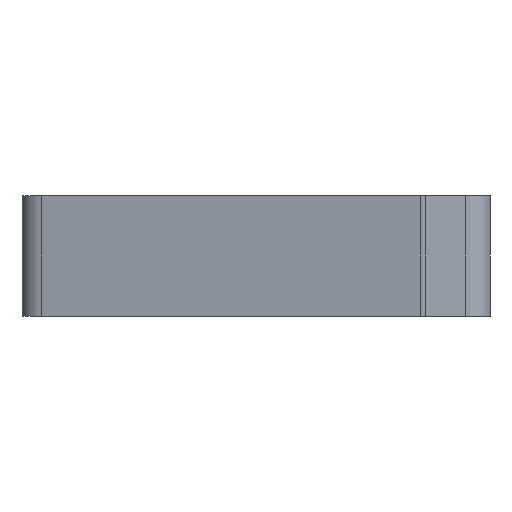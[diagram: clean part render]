
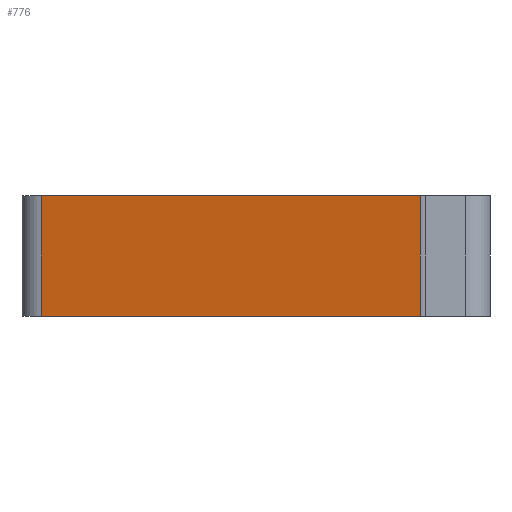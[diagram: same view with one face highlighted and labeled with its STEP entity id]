
A CAD part, front view. The second image highlights one B-rep face of the part: STEP entity #776.
In plain terms, the highlighted planar face has unit normal (-0.205, -0.979, 0).
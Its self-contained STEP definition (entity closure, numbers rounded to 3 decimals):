
#33=PLANE('',#868);
#70=FACE_OUTER_BOUND('',#110,.T.);
#110=EDGE_LOOP('',(#655,#656,#657,#658));
#125=LINE('',#1150,#199);
#174=LINE('',#1302,#248);
#183=LINE('',#1327,#257);
#184=LINE('',#1329,#258);
#199=VECTOR('',#907,10.);
#248=VECTOR('',#1054,10.);
#257=VECTOR('',#1085,10.);
#258=VECTOR('',#1088,10.);
#318=VERTEX_POINT('',#1147);
#319=VERTEX_POINT('',#1149);
#373=VERTEX_POINT('',#1300);
#377=VERTEX_POINT('',#1323);
#395=EDGE_CURVE('',#318,#319,#125,.T.);
#471=EDGE_CURVE('',#373,#318,#174,.T.);
#484=EDGE_CURVE('',#319,#377,#183,.T.);
#485=EDGE_CURVE('',#377,#373,#184,.T.);
#655=ORIENTED_EDGE('',*,*,#471,.F.);
#656=ORIENTED_EDGE('',*,*,#485,.F.);
#657=ORIENTED_EDGE('',*,*,#484,.F.);
#658=ORIENTED_EDGE('',*,*,#395,.F.);
#776=ADVANCED_FACE('',(#70),#33,.T.);
#868=AXIS2_PLACEMENT_3D('',#1328,#1086,#1087);
#907=DIRECTION('',(-0.979,0.205,0.));
#1054=DIRECTION('',(0.,0.,-1.));
#1085=DIRECTION('',(0.,0.,1.));
#1086=DIRECTION('center_axis',(-0.205,-0.979,0.));
#1087=DIRECTION('ref_axis',(0.979,-0.205,0.));
#1088=DIRECTION('',(0.979,-0.205,0.));
#1147=CARTESIAN_POINT('',(47.023,-39.036,0.));
#1149=CARTESIAN_POINT('',(-0.203,-29.137,0.));
#1150=CARTESIAN_POINT('',(47.327,-39.1,0.));
#1300=CARTESIAN_POINT('',(47.023,-39.036,15.));
#1302=CARTESIAN_POINT('',(47.023,-39.036,0.));
#1323=CARTESIAN_POINT('',(-0.203,-29.137,15.));
#1327=CARTESIAN_POINT('',(-0.203,-29.137,0.));
#1328=CARTESIAN_POINT('Origin',(-2.588,-28.637,0.));
#1329=CARTESIAN_POINT('',(47.327,-39.1,15.));
